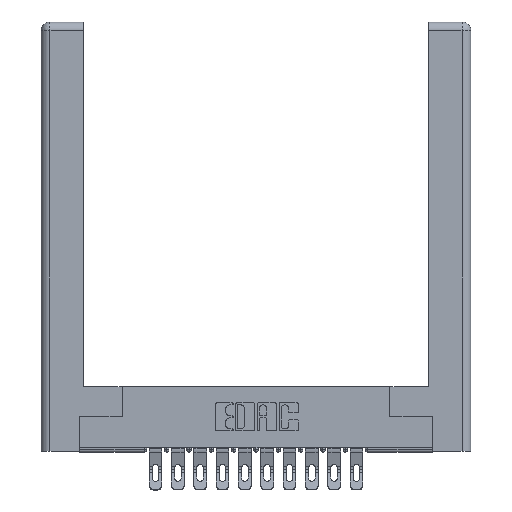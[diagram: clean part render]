
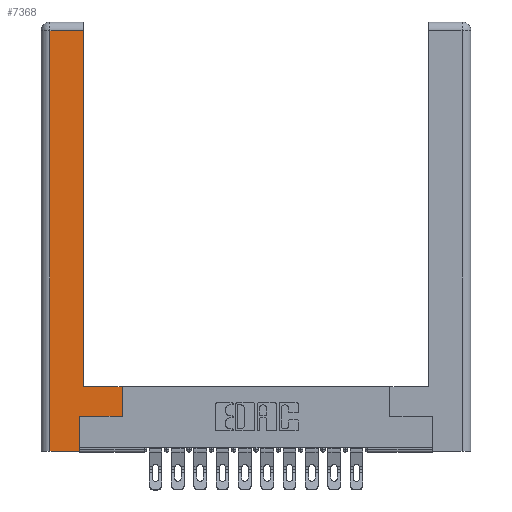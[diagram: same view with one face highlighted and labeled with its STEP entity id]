
A CAD part, top view. The second image highlights one B-rep face of the part: STEP entity #7368.
In plain terms, the highlighted planar face has unit normal (0, 0, 1).
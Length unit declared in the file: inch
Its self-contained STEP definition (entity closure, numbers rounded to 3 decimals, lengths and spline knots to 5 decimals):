
#52 = CARTESIAN_POINT ( 'NONE',  ( 0.295, 2.94, 0. ) ) ;
#224 = CARTESIAN_POINT ( 'NONE',  ( 0.565, 0.45, 0. ) ) ;
#287 = CARTESIAN_POINT ( 'NONE',  ( 0.265, 0.245, 0. ) ) ;
#750 = LINE ( 'NONE', #15237, #1448 ) ;
#1191 = ORIENTED_EDGE ( 'NONE', *, *, #15671, .T. ) ;
#1253 = LINE ( 'NONE', #12592, #14465 ) ;
#1448 = VECTOR ( 'NONE', #13923, 39.37008 ) ;
#2197 = CARTESIAN_POINT ( 'NONE',  ( 0.0615, 2.94, 0. ) ) ;
#2224 = CARTESIAN_POINT ( 'NONE',  ( 0.295, 0.45, 0. ) ) ;
#2229 = FACE_OUTER_BOUND ( 'NONE', #5142, .T. ) ;
#2280 = DIRECTION ( 'NONE',  ( -1., 0., 0. ) ) ;
#2293 = ORIENTED_EDGE ( 'NONE', *, *, #4724, .T. ) ;
#2506 = EDGE_CURVE ( 'NONE', #8926, #9679, #16720, .T. ) ;
#2576 = DIRECTION ( 'NONE',  ( -1., 0., 0. ) ) ;
#3069 = CARTESIAN_POINT ( 'NONE',  ( 0.265, 0., 0. ) ) ;
#3131 = DIRECTION ( 'NONE',  ( 1., 0., 0. ) ) ;
#4009 = CARTESIAN_POINT ( 'NONE',  ( 0.295, 0.45, 0. ) ) ;
#4051 = AXIS2_PLACEMENT_3D ( 'NONE', #13852, #9692, #2576 ) ;
#4339 = VERTEX_POINT ( 'NONE', #4009 ) ;
#4338 = VECTOR ( 'NONE', #3131, 39.37008 ) ;
#4724 = EDGE_CURVE ( 'NONE', #15536, #12994, #1253, .T. ) ;
#5066 = VECTOR ( 'NONE', #15063, 39.37008 ) ;
#5142 = EDGE_LOOP ( 'NONE', ( #15826, #12469, #1191, #14811, #17684, #9803, #2293, #5924 ) ) ;
#5304 = CARTESIAN_POINT ( 'NONE',  ( 0.0615, 0., 0. ) ) ;
#5415 = VECTOR ( 'NONE', #15688, 39.37008 ) ;
#5594 = EDGE_CURVE ( 'NONE', #9679, #15536, #750, .T. ) ;
#5924 = ORIENTED_EDGE ( 'NONE', *, *, #15019, .T. ) ;
#6558 = VECTOR ( 'NONE', #2280, 39.37008 ) ;
#6781 = VECTOR ( 'NONE', #17657, 39.37008 ) ;
#7237 = LINE ( 'NONE', #10853, #5066 ) ;
#7368 = ADVANCED_FACE ( 'NONE', ( #2229 ), #10843, .F. ) ;
#8144 = CARTESIAN_POINT ( 'NONE',  ( 0.265, 0., 0. ) ) ;
#8809 = CARTESIAN_POINT ( 'NONE',  ( 0.0615, 0., 0. ) ) ;
#8926 = VERTEX_POINT ( 'NONE', #8144 ) ;
#9060 = LINE ( 'NONE', #14190, #5415 ) ;
#9541 = VERTEX_POINT ( 'NONE', #52 ) ;
#9629 = EDGE_CURVE ( 'NONE', #4339, #9541, #9060, .T. ) ;
#9679 = VERTEX_POINT ( 'NONE', #15460 ) ;
#9692 = DIRECTION ( 'NONE',  ( 0., 0., -1. ) ) ;
#9803 = ORIENTED_EDGE ( 'NONE', *, *, #5594, .T. ) ;
#10843 = PLANE ( 'NONE',  #4051 ) ;
#10853 = CARTESIAN_POINT ( 'NONE',  ( 0.0615, 2.94, 0. ) ) ;
#11085 = VERTEX_POINT ( 'NONE', #8809 ) ;
#11111 = DIRECTION ( 'NONE',  ( 0., 1., 0. ) ) ;
#11716 = EDGE_CURVE ( 'NONE', #11085, #8926, #12348, .T. ) ;
#12010 = VERTEX_POINT ( 'NONE', #2197 ) ;
#12348 = LINE ( 'NONE', #3069, #4338 ) ;
#12469 = ORIENTED_EDGE ( 'NONE', *, *, #15108, .T. ) ;
#12592 = CARTESIAN_POINT ( 'NONE',  ( 0.565, 0.45, 0. ) ) ;
#12994 = VERTEX_POINT ( 'NONE', #224 ) ;
#13353 = CARTESIAN_POINT ( 'NONE',  ( 0.565, 0.245, 0. ) ) ;
#13679 = VECTOR ( 'NONE', #16750, 39.37008 ) ;
#13852 = CARTESIAN_POINT ( 'NONE',  ( 0., 0., 0. ) ) ;
#13923 = DIRECTION ( 'NONE',  ( 1., 0., 0. ) ) ;
#14190 = CARTESIAN_POINT ( 'NONE',  ( 0.295, 3., 0. ) ) ;
#14384 = LINE ( 'NONE', #2224, #6558 ) ;
#14465 = VECTOR ( 'NONE', #11111, 39.37008 ) ;
#14811 = ORIENTED_EDGE ( 'NONE', *, *, #11716, .T. ) ;
#15019 = EDGE_CURVE ( 'NONE', #12994, #4339, #14384, .T. ) ;
#15029 = LINE ( 'NONE', #5304, #6781 ) ;
#15063 = DIRECTION ( 'NONE',  ( -1., 0., 0. ) ) ;
#15108 = EDGE_CURVE ( 'NONE', #9541, #12010, #7237, .T. ) ;
#15237 = CARTESIAN_POINT ( 'NONE',  ( 0.565, 0.245, 0. ) ) ;
#15460 = CARTESIAN_POINT ( 'NONE',  ( 0.265, 0.245, 0. ) ) ;
#15536 = VERTEX_POINT ( 'NONE', #13353 ) ;
#15671 = EDGE_CURVE ( 'NONE', #12010, #11085, #15029, .T. ) ;
#15688 = DIRECTION ( 'NONE',  ( 0., 1., 0. ) ) ;
#15826 = ORIENTED_EDGE ( 'NONE', *, *, #9629, .T. ) ;
#16720 = LINE ( 'NONE', #287, #13679 ) ;
#16750 = DIRECTION ( 'NONE',  ( 0., 1., 0. ) ) ;
#17657 = DIRECTION ( 'NONE',  ( 0., -1., 0. ) ) ;
#17684 = ORIENTED_EDGE ( 'NONE', *, *, #2506, .T. ) ;
